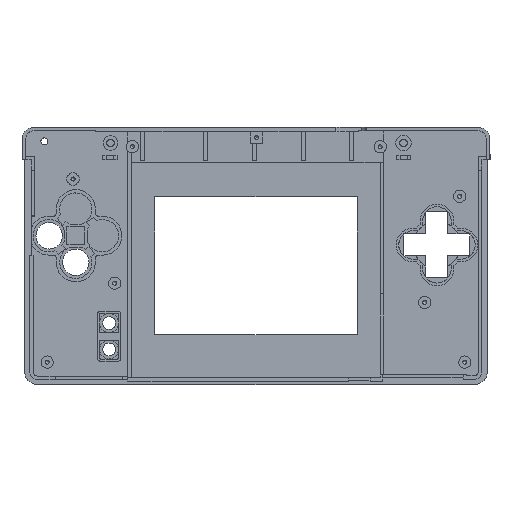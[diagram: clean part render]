
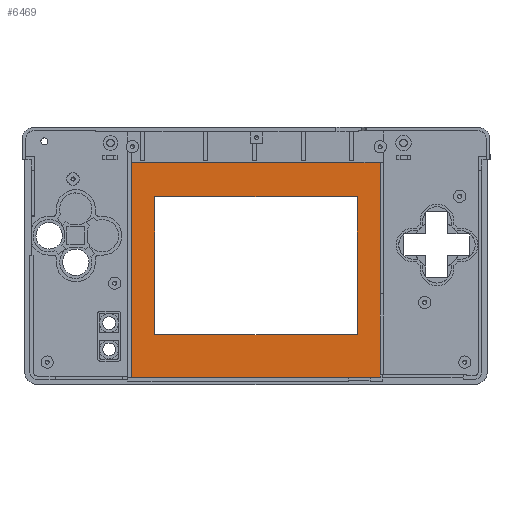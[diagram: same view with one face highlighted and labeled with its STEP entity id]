
A CAD part, top view. The second image highlights one B-rep face of the part: STEP entity #6469.
In plain terms, the highlighted face is planar.
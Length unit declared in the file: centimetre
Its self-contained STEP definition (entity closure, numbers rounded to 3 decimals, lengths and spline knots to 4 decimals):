
#232=LINE('',#9728,#960);
#234=LINE('',#9732,#962);
#235=LINE('',#9734,#963);
#236=LINE('',#9735,#964);
#237=LINE('',#9738,#965);
#238=LINE('',#9740,#966);
#239=LINE('',#9742,#967);
#240=LINE('',#9743,#968);
#960=VECTOR('',#7799,1.);
#962=VECTOR('',#7803,1.);
#963=VECTOR('',#7804,1.);
#964=VECTOR('',#7805,1.);
#965=VECTOR('',#7806,1.);
#966=VECTOR('',#7807,1.);
#967=VECTOR('',#7808,1.);
#968=VECTOR('',#7809,1.);
#1558=PLANE('',#6891);
#1779=FACE_BOUND('',#2323,.T.);
#1931=FACE_OUTER_BOUND('',#2322,.T.);
#2322=EDGE_LOOP('',(#4845,#4846,#4847,#4848));
#2323=EDGE_LOOP('',(#4849,#4850,#4851,#4852));
#3052=VERTEX_POINT('',#9725);
#3053=VERTEX_POINT('',#9727);
#3054=VERTEX_POINT('',#9731);
#3055=VERTEX_POINT('',#9733);
#3056=VERTEX_POINT('',#9736);
#3057=VERTEX_POINT('',#9737);
#3058=VERTEX_POINT('',#9739);
#3059=VERTEX_POINT('',#9741);
#3747=EDGE_CURVE('',#3052,#3053,#232,.T.);
#3749=EDGE_CURVE('',#3054,#3052,#234,.T.);
#3750=EDGE_CURVE('',#3055,#3054,#235,.T.);
#3751=EDGE_CURVE('',#3053,#3055,#236,.T.);
#3752=EDGE_CURVE('',#3056,#3057,#237,.T.);
#3753=EDGE_CURVE('',#3058,#3056,#238,.T.);
#3754=EDGE_CURVE('',#3059,#3058,#239,.T.);
#3755=EDGE_CURVE('',#3057,#3059,#240,.T.);
#4845=ORIENTED_EDGE('',*,*,#3749,.F.);
#4846=ORIENTED_EDGE('',*,*,#3750,.F.);
#4847=ORIENTED_EDGE('',*,*,#3751,.F.);
#4848=ORIENTED_EDGE('',*,*,#3747,.F.);
#4849=ORIENTED_EDGE('',*,*,#3752,.F.);
#4850=ORIENTED_EDGE('',*,*,#3753,.F.);
#4851=ORIENTED_EDGE('',*,*,#3754,.F.);
#4852=ORIENTED_EDGE('',*,*,#3755,.F.);
#6469=ADVANCED_FACE('',(#1931,#1779),#1558,.F.);
#6891=AXIS2_PLACEMENT_3D('',#9730,#7801,#7802);
#7799=DIRECTION('',(-1.,0.,0.));
#7801=DIRECTION('center_axis',(0.,0.,1.));
#7802=DIRECTION('ref_axis',(1.,0.,0.));
#7803=DIRECTION('',(0.,1.,0.));
#7804=DIRECTION('',(1.,0.,0.));
#7805=DIRECTION('',(0.,-1.,0.));
#7806=DIRECTION('',(-1.,0.,0.));
#7807=DIRECTION('',(0.,-1.,0.));
#7808=DIRECTION('',(1.,0.,0.));
#7809=DIRECTION('',(0.,1.,0.));
#9725=CARTESIAN_POINT('',(10.19,6.315,0.1));
#9727=CARTESIAN_POINT('',(3.125,6.315,0.1));
#9728=CARTESIAN_POINT('',(10.19,6.315,0.1));
#9730=CARTESIAN_POINT('Origin',(6.6575,3.2575,0.1));
#9731=CARTESIAN_POINT('',(10.19,0.2,0.1));
#9732=CARTESIAN_POINT('',(10.19,6.315,0.1));
#9733=CARTESIAN_POINT('',(3.125,0.2,0.1));
#9734=CARTESIAN_POINT('',(3.125,0.2,0.1));
#9735=CARTESIAN_POINT('',(3.125,6.315,0.1));
#9736=CARTESIAN_POINT('',(9.525,1.425,0.1));
#9737=CARTESIAN_POINT('',(3.775,1.425,0.1));
#9738=CARTESIAN_POINT('',(8.0913,1.425,0.1));
#9739=CARTESIAN_POINT('',(9.525,5.34,0.1));
#9740=CARTESIAN_POINT('',(9.525,4.2988,0.1));
#9741=CARTESIAN_POINT('',(3.775,5.34,0.1));
#9742=CARTESIAN_POINT('',(5.2163,5.34,0.1));
#9743=CARTESIAN_POINT('',(3.775,2.3413,0.1));
